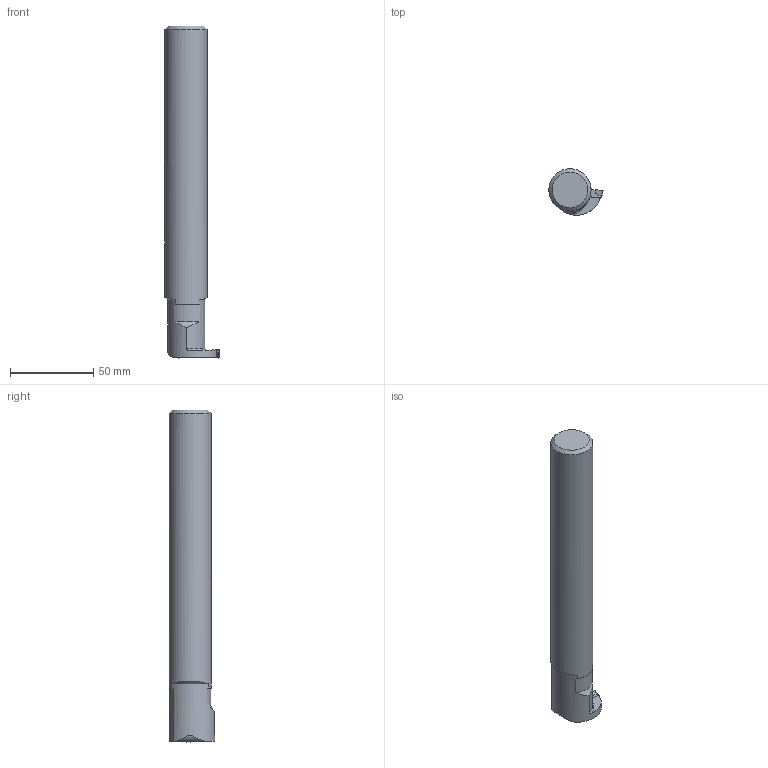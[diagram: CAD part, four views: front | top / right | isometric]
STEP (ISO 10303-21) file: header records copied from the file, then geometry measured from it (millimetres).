
FILE_DESCRIPTION(/* description */ (''),/* implementation_level */ '2;1');
FILE_NAME(/* name */ '1553661980376.stp',/* time_stamp */ '2019-03-27T10:17:07+06:00',/* author */ (''),/* organization */ ('SMS'),/* preprocessor_version */ 'ST-DEVELOPER v15',/* originating_system */ 'SIEMENS PLM Software NX 8.5',/* authorisation */ '');
FILE_SCHEMA (('AUTOMOTIVE_DESIGN { 1 0 10303 214 3 1 1 1 }'));
Length unit declared in the file: millimetre
Products named in the file (4): ASSEMBLY_CONSTRUCTION; 201539472mod000_00; 201700404mod000_00; 201700402mod000_00
Assembly tree (3 placements, depth 2):
  201700402mod000_00
    201700404mod000_00
    201539472mod000_00
    ASSEMBLY_CONSTRUCTION
Bounding box: 32.65 x 27.7 x 200 mm (x, y, z)
Volume: 99686.6 mm3; surface area: 17556.4 mm2
Topology: 2 solids, 2 shells, 61 faces, 171 edges, 120 vertices
Faces by surface type: plane 29, cylinder 13, bspline 7, cone 7, extrusion 4, torus 1
Full cylindrical faces by diameter (mm): 25.4 x1
Entity records: 2368 total; most frequent: CARTESIAN_POINT 725, ORIENTED_EDGE 334, DIRECTION 279, EDGE_CURVE 167, VERTEX_POINT 112, AXIS2_PLACEMENT_3D 97, VECTOR 85, LINE 81
